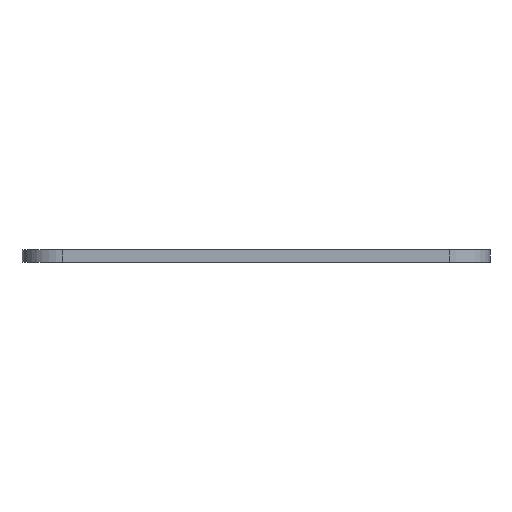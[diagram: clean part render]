
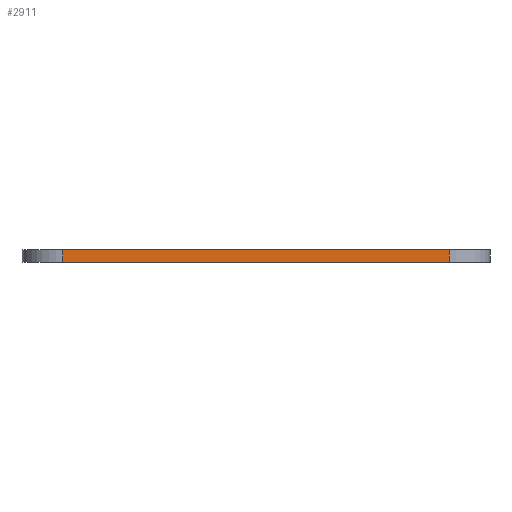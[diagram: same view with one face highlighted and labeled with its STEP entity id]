
A CAD part, left-side view. The second image highlights one B-rep face of the part: STEP entity #2911.
In plain terms, the highlighted planar face has unit normal (-1, 0, 0).
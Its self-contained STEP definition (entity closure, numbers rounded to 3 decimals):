
#146 = VERTEX_POINT('',#147);
#147 = CARTESIAN_POINT('',(143.294,-42.3,0.));
#154 = EDGE_CURVE('',#155,#146,#157,.T.);
#155 = VERTEX_POINT('',#156);
#156 = CARTESIAN_POINT('',(143.294,-89.781,0.));
#157 = LINE('',#158,#159);
#158 = CARTESIAN_POINT('',(143.294,-89.781,0.));
#159 = VECTOR('',#160,1.);
#160 = DIRECTION('',(0.,1.,0.));
#1515 = VERTEX_POINT('',#1516);
#1516 = CARTESIAN_POINT('',(143.294,-42.3,1.51));
#1523 = EDGE_CURVE('',#1524,#1515,#1526,.T.);
#1524 = VERTEX_POINT('',#1525);
#1525 = CARTESIAN_POINT('',(143.294,-89.781,1.51));
#1526 = LINE('',#1527,#1528);
#1527 = CARTESIAN_POINT('',(143.294,-89.781,1.51));
#1528 = VECTOR('',#1529,1.);
#1529 = DIRECTION('',(0.,1.,0.));
#2881 = EDGE_CURVE('',#146,#1515,#2882,.T.);
#2882 = LINE('',#2883,#2884);
#2883 = CARTESIAN_POINT('',(143.294,-42.3,0.));
#2884 = VECTOR('',#2885,1.);
#2885 = DIRECTION('',(0.,0.,1.));
#2911 = ADVANCED_FACE('',(#2912),#2923,.T.);
#2912 = FACE_BOUND('',#2913,.T.);
#2913 = EDGE_LOOP('',(#2914,#2920,#2921,#2922));
#2914 = ORIENTED_EDGE('',*,*,#2915,.T.);
#2915 = EDGE_CURVE('',#155,#1524,#2916,.T.);
#2916 = LINE('',#2917,#2918);
#2917 = CARTESIAN_POINT('',(143.294,-89.781,0.));
#2918 = VECTOR('',#2919,1.);
#2919 = DIRECTION('',(0.,0.,1.));
#2920 = ORIENTED_EDGE('',*,*,#1523,.T.);
#2921 = ORIENTED_EDGE('',*,*,#2881,.F.);
#2922 = ORIENTED_EDGE('',*,*,#154,.F.);
#2923 = PLANE('',#2924);
#2924 = AXIS2_PLACEMENT_3D('',#2925,#2926,#2927);
#2925 = CARTESIAN_POINT('',(143.294,-89.781,0.));
#2926 = DIRECTION('',(-1.,0.,0.));
#2927 = DIRECTION('',(0.,1.,0.));
